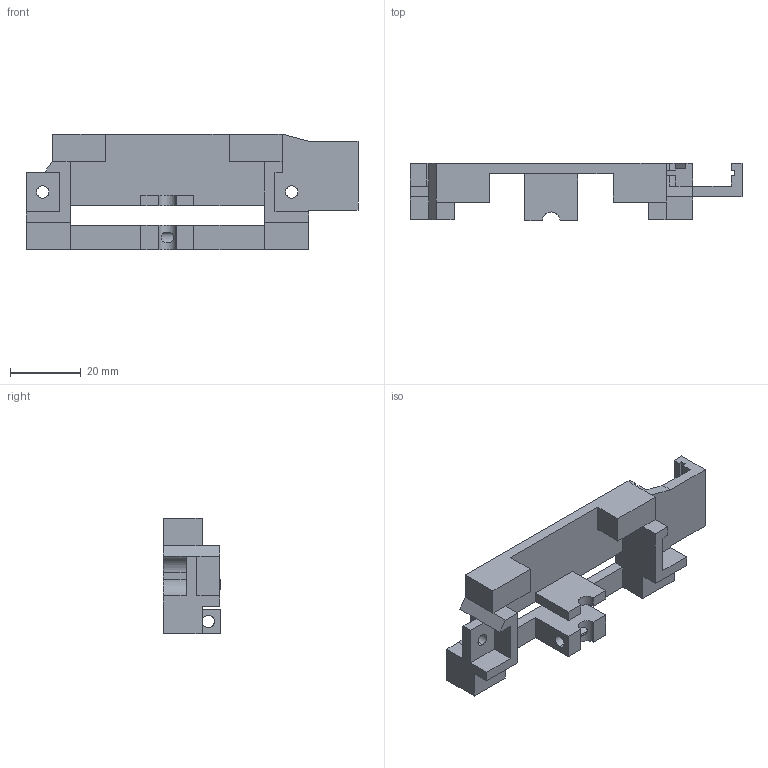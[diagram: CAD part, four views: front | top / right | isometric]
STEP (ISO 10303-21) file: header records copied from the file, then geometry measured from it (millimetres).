
FILE_DESCRIPTION (( 'STEP AP203' ), '1' );
FILE_NAME ('carriage_holder.STEP', '2022-12-31T19:46:47', ( '' ), ( '' ), 'SwSTEP 2.0', 'SolidWorks 2021', '' );
FILE_SCHEMA (( 'CONFIG_CONTROL_DESIGN' ));
Length unit declared in the file: millimetre
Products named in the file (1): carriage_holder
Bounding box: 94 x 16.25 x 32.75 mm (x, y, z)
Volume: 14650.9 mm3; surface area: 10923.8 mm2
Topology: 1 solids, 1 shells, 117 faces, 339 edges, 223 vertices
Faces by surface type: plane 105, cylinder 12
Entity records: 3924 total; most frequent: CARTESIAN_POINT 724, ORIENTED_EDGE 678, DIRECTION 599, EDGE_CURVE 339, LINE 311, VECTOR 311, VERTEX_POINT 223, AXIS2_PLACEMENT_3D 144
